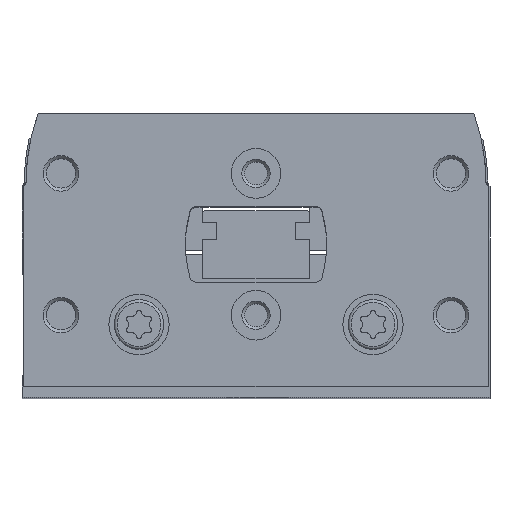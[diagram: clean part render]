
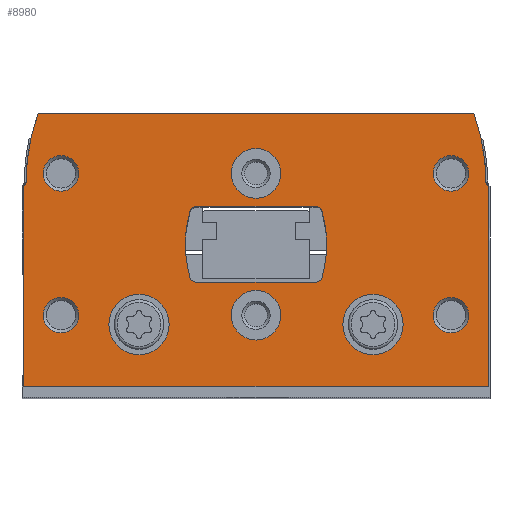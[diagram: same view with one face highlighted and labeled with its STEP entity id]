
A CAD part, top view. The second image highlights one B-rep face of the part: STEP entity #8980.
In plain terms, the highlighted planar face has unit normal (0, 0, 1).
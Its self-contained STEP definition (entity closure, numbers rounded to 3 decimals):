
#425=LINE('',#13904,#931);
#430=LINE('',#13914,#936);
#448=LINE('',#13960,#954);
#454=LINE('',#13972,#960);
#468=LINE('',#14045,#974);
#470=LINE('',#14048,#976);
#471=LINE('',#14080,#977);
#472=LINE('',#14100,#978);
#931=VECTOR('',#11422,1000.);
#936=VECTOR('',#11429,1000.);
#954=VECTOR('',#11465,1000.);
#960=VECTOR('',#11475,1000.);
#974=VECTOR('',#11531,1000.);
#976=VECTOR('',#11535,1000.);
#977=VECTOR('',#11568,1000.);
#978=VECTOR('',#11589,1000.);
#1238=PLANE('',#9743);
#2424=ORIENTED_EDGE('',*,*,#4003,.F.);
#2425=ORIENTED_EDGE('',*,*,#4004,.F.);
#2426=ORIENTED_EDGE('',*,*,#4005,.T.);
#2427=ORIENTED_EDGE('',*,*,#4006,.T.);
#2428=ORIENTED_EDGE('',*,*,#4007,.T.);
#2429=ORIENTED_EDGE('',*,*,#4008,.T.);
#2430=ORIENTED_EDGE('',*,*,#4009,.T.);
#2431=ORIENTED_EDGE('',*,*,#4010,.T.);
#2432=ORIENTED_EDGE('',*,*,#3965,.F.);
#2433=ORIENTED_EDGE('',*,*,#3984,.F.);
#2434=ORIENTED_EDGE('',*,*,#3977,.F.);
#2435=ORIENTED_EDGE('',*,*,#3974,.F.);
#2436=ORIENTED_EDGE('',*,*,#4011,.F.);
#2437=ORIENTED_EDGE('',*,*,#4012,.F.);
#2438=ORIENTED_EDGE('',*,*,#4013,.F.);
#2439=ORIENTED_EDGE('',*,*,#3968,.F.);
#2440=ORIENTED_EDGE('',*,*,#3952,.T.);
#2441=ORIENTED_EDGE('',*,*,#3946,.T.);
#2442=ORIENTED_EDGE('',*,*,#3986,.T.);
#2443=ORIENTED_EDGE('',*,*,#3917,.T.);
#2444=ORIENTED_EDGE('',*,*,#3922,.T.);
#2445=ORIENTED_EDGE('',*,*,#3926,.T.);
#2446=ORIENTED_EDGE('',*,*,#4002,.T.);
#2447=ORIENTED_EDGE('',*,*,#3958,.T.);
#3917=EDGE_CURVE('',#4809,#4808,#425,.T.);
#3922=EDGE_CURVE('',#4808,#4812,#430,.T.);
#3926=EDGE_CURVE('',#4812,#4814,#5364,.T.);
#3946=EDGE_CURVE('',#4829,#4831,#448,.T.);
#3952=EDGE_CURVE('',#4835,#4829,#454,.T.);
#3958=EDGE_CURVE('',#4840,#4835,#5370,.T.);
#3965=EDGE_CURVE('',#4844,#4845,#5373,.T.);
#3968=EDGE_CURVE('',#4845,#4846,#5374,.T.);
#3974=EDGE_CURVE('',#4850,#4851,#5377,.T.);
#3977=EDGE_CURVE('',#4851,#4853,#5378,.T.);
#3984=EDGE_CURVE('',#4853,#4844,#468,.T.);
#3986=EDGE_CURVE('',#4831,#4809,#470,.T.);
#4002=EDGE_CURVE('',#4814,#4840,#471,.T.);
#4003=EDGE_CURVE('',#4873,#4873,#5398,.T.);
#4004=EDGE_CURVE('',#4874,#4874,#5399,.T.);
#4005=EDGE_CURVE('',#4875,#4875,#5400,.T.);
#4006=EDGE_CURVE('',#4876,#4876,#5401,.T.);
#4007=EDGE_CURVE('',#4877,#4877,#5402,.T.);
#4008=EDGE_CURVE('',#4878,#4878,#5403,.T.);
#4009=EDGE_CURVE('',#4879,#4879,#5404,.T.);
#4010=EDGE_CURVE('',#4880,#4880,#5405,.T.);
#4011=EDGE_CURVE('',#4881,#4850,#5406,.T.);
#4012=EDGE_CURVE('',#4882,#4881,#472,.T.);
#4013=EDGE_CURVE('',#4846,#4882,#5407,.T.);
#4808=VERTEX_POINT('',#13903);
#4809=VERTEX_POINT('',#13905);
#4812=VERTEX_POINT('',#13913);
#4814=VERTEX_POINT('',#13920);
#4829=VERTEX_POINT('',#13954);
#4831=VERTEX_POINT('',#13959);
#4835=VERTEX_POINT('',#13970);
#4840=VERTEX_POINT('',#13985);
#4844=VERTEX_POINT('',#13999);
#4845=VERTEX_POINT('',#14001);
#4846=VERTEX_POINT('',#14009);
#4850=VERTEX_POINT('',#14022);
#4851=VERTEX_POINT('',#14024);
#4853=VERTEX_POINT('',#14033);
#4873=VERTEX_POINT('',#14083);
#4874=VERTEX_POINT('',#14085);
#4875=VERTEX_POINT('',#14087);
#4876=VERTEX_POINT('',#14089);
#4877=VERTEX_POINT('',#14091);
#4878=VERTEX_POINT('',#14093);
#4879=VERTEX_POINT('',#14095);
#4880=VERTEX_POINT('',#14097);
#4881=VERTEX_POINT('',#14099);
#4882=VERTEX_POINT('',#14101);
#5364=CIRCLE('',#9696,30.);
#5370=CIRCLE('',#9708,30.);
#5373=CIRCLE('',#9712,1.);
#5374=CIRCLE('',#9714,16.);
#5377=CIRCLE('',#9718,16.);
#5378=CIRCLE('',#9720,1.);
#5398=CIRCLE('',#9744,4.25);
#5399=CIRCLE('',#9745,4.25);
#5400=CIRCLE('',#9746,3.5);
#5401=CIRCLE('',#9747,3.5);
#5402=CIRCLE('',#9748,2.5);
#5403=CIRCLE('',#9749,2.5);
#5404=CIRCLE('',#9750,2.5);
#5405=CIRCLE('',#9751,2.5);
#5406=CIRCLE('',#9752,1.);
#5407=CIRCLE('',#9753,1.);
#5959=EDGE_LOOP('',(#2424));
#5960=EDGE_LOOP('',(#2425));
#5961=EDGE_LOOP('',(#2426));
#5962=EDGE_LOOP('',(#2427));
#5963=EDGE_LOOP('',(#2428));
#5964=EDGE_LOOP('',(#2429));
#5965=EDGE_LOOP('',(#2430));
#5966=EDGE_LOOP('',(#2431));
#5967=EDGE_LOOP('',(#2432,#2433,#2434,#2435,#2436,#2437,#2438,#2439));
#5968=EDGE_LOOP('',(#2440,#2441,#2442,#2443,#2444,#2445,#2446,#2447));
#6653=FACE_BOUND('',#5959,.T.);
#6654=FACE_BOUND('',#5960,.T.);
#6655=FACE_BOUND('',#5961,.T.);
#6656=FACE_BOUND('',#5962,.T.);
#6657=FACE_BOUND('',#5963,.T.);
#6658=FACE_BOUND('',#5964,.T.);
#6659=FACE_BOUND('',#5965,.T.);
#6660=FACE_BOUND('',#5966,.T.);
#6661=FACE_BOUND('',#5967,.T.);
#6662=FACE_BOUND('',#5968,.T.);
#8980=ADVANCED_FACE('',(#6653,#6654,#6655,#6656,#6657,#6658,#6659,#6660,
#6661,#6662),#1238,.T.);
#9696=AXIS2_PLACEMENT_3D('',#13921,#11436,#11437);
#9708=AXIS2_PLACEMENT_3D('',#13984,#11486,#11487);
#9712=AXIS2_PLACEMENT_3D('',#14000,#11497,#11498);
#9714=AXIS2_PLACEMENT_3D('',#14008,#11502,#11503);
#9718=AXIS2_PLACEMENT_3D('',#14023,#11512,#11513);
#9720=AXIS2_PLACEMENT_3D('',#14032,#11517,#11518);
#9743=AXIS2_PLACEMENT_3D('',#14081,#11569,#11570);
#9744=AXIS2_PLACEMENT_3D('',#14082,#11571,#11572);
#9745=AXIS2_PLACEMENT_3D('',#14084,#11573,#11574);
#9746=AXIS2_PLACEMENT_3D('',#14086,#11575,#11576);
#9747=AXIS2_PLACEMENT_3D('',#14088,#11577,#11578);
#9748=AXIS2_PLACEMENT_3D('',#14090,#11579,#11580);
#9749=AXIS2_PLACEMENT_3D('',#14092,#11581,#11582);
#9750=AXIS2_PLACEMENT_3D('',#14094,#11583,#11584);
#9751=AXIS2_PLACEMENT_3D('',#14096,#11585,#11586);
#9752=AXIS2_PLACEMENT_3D('',#14098,#11587,#11588);
#9753=AXIS2_PLACEMENT_3D('',#14102,#11590,#11591);
#11422=DIRECTION('',(0.,1.,0.));
#11429=DIRECTION('',(-0.866,0.5,0.));
#11436=DIRECTION('',(0.,0.,1.));
#11437=DIRECTION('',(1.,0.,0.));
#11465=DIRECTION('',(0.,-1.,0.));
#11475=DIRECTION('',(-0.866,-0.5,0.));
#11486=DIRECTION('',(0.,0.,1.));
#11487=DIRECTION('',(1.,0.,0.));
#11497=DIRECTION('',(0.,0.,1.));
#11498=DIRECTION('',(1.,0.,0.));
#11502=DIRECTION('',(0.,0.,1.));
#11503=DIRECTION('',(1.,0.,0.));
#11512=DIRECTION('',(0.,0.,1.));
#11513=DIRECTION('',(1.,0.,0.));
#11517=DIRECTION('',(0.,0.,1.));
#11518=DIRECTION('',(1.,0.,0.));
#11531=DIRECTION('',(-1.,0.,0.));
#11535=DIRECTION('',(1.,0.,0.));
#11568=DIRECTION('',(-1.,0.,0.));
#11569=DIRECTION('',(0.,0.,1.));
#11570=DIRECTION('',(1.,0.,0.));
#11571=DIRECTION('',(0.,0.,1.));
#11572=DIRECTION('',(1.,0.,0.));
#11573=DIRECTION('',(0.,0.,1.));
#11574=DIRECTION('',(1.,0.,0.));
#11575=DIRECTION('',(0.,0.,-1.));
#11576=DIRECTION('',(-1.,0.,0.));
#11577=DIRECTION('',(0.,0.,-1.));
#11578=DIRECTION('',(-1.,0.,0.));
#11579=DIRECTION('',(0.,0.,-1.));
#11580=DIRECTION('',(-1.,0.,0.));
#11581=DIRECTION('',(0.,0.,-1.));
#11582=DIRECTION('',(-1.,0.,0.));
#11583=DIRECTION('',(0.,0.,-1.));
#11584=DIRECTION('',(-1.,0.,0.));
#11585=DIRECTION('',(0.,0.,-1.));
#11586=DIRECTION('',(-1.,0.,0.));
#11587=DIRECTION('',(0.,0.,1.));
#11588=DIRECTION('',(1.,0.,0.));
#11589=DIRECTION('',(1.,0.,0.));
#11590=DIRECTION('',(0.,0.,1.));
#11591=DIRECTION('',(1.,0.,0.));
#13903=CARTESIAN_POINT('',(32.75,28.327,0.));
#13904=CARTESIAN_POINT('',(32.75,0.,0.));
#13905=CARTESIAN_POINT('',(32.75,0.,0.));
#13913=CARTESIAN_POINT('',(32.45,28.5,0.));
#13914=CARTESIAN_POINT('',(32.75,28.327,0.));
#13920=CARTESIAN_POINT('',(30.734,38.5,0.));
#13921=CARTESIAN_POINT('',(2.45,28.5,0.));
#13954=CARTESIAN_POINT('',(-32.75,28.327,0.));
#13959=CARTESIAN_POINT('',(-32.75,0.,0.));
#13960=CARTESIAN_POINT('',(-32.75,28.327,0.));
#13970=CARTESIAN_POINT('',(-32.45,28.5,0.));
#13972=CARTESIAN_POINT('',(-32.45,28.5,0.));
#13984=CARTESIAN_POINT('',(-2.45,28.5,0.));
#13985=CARTESIAN_POINT('',(-30.734,38.5,0.));
#13999=CARTESIAN_POINT('',(-8.355,25.4,0.));
#14000=CARTESIAN_POINT('',(-8.355,24.4,0.));
#14001=CARTESIAN_POINT('',(-9.312,24.69,0.));
#14008=CARTESIAN_POINT('',(6.,20.05,0.));
#14009=CARTESIAN_POINT('',(-9.312,15.41,0.));
#14022=CARTESIAN_POINT('',(9.312,15.41,0.));
#14023=CARTESIAN_POINT('',(-6.,20.05,0.));
#14024=CARTESIAN_POINT('',(9.312,24.69,0.));
#14032=CARTESIAN_POINT('',(8.355,24.4,0.));
#14033=CARTESIAN_POINT('',(8.355,25.4,0.));
#14045=CARTESIAN_POINT('',(8.355,25.4,0.));
#14048=CARTESIAN_POINT('',(-32.75,0.,0.));
#14080=CARTESIAN_POINT('',(30.734,38.5,0.));
#14081=CARTESIAN_POINT('',(2.45,28.5,0.));
#14082=CARTESIAN_POINT('',(-16.5,8.75,0.));
#14083=CARTESIAN_POINT('',(-12.25,8.75,0.));
#14084=CARTESIAN_POINT('',(16.5,8.75,0.));
#14085=CARTESIAN_POINT('',(20.75,8.75,0.));
#14086=CARTESIAN_POINT('',(0.,10.05,0.));
#14087=CARTESIAN_POINT('',(-3.5,10.05,0.));
#14088=CARTESIAN_POINT('',(0.,30.05,0.));
#14089=CARTESIAN_POINT('',(-3.5,30.05,0.));
#14090=CARTESIAN_POINT('',(27.5,10.05,0.));
#14091=CARTESIAN_POINT('',(25.,10.05,0.));
#14092=CARTESIAN_POINT('',(-27.5,10.05,0.));
#14093=CARTESIAN_POINT('',(-30.,10.05,0.));
#14094=CARTESIAN_POINT('',(-27.5,30.05,0.));
#14095=CARTESIAN_POINT('',(-30.,30.05,0.));
#14096=CARTESIAN_POINT('',(27.5,30.05,0.));
#14097=CARTESIAN_POINT('',(25.,30.05,0.));
#14098=CARTESIAN_POINT('',(8.355,15.7,0.));
#14099=CARTESIAN_POINT('',(8.355,14.7,0.));
#14100=CARTESIAN_POINT('',(-8.355,14.7,0.));
#14101=CARTESIAN_POINT('',(-8.355,14.7,0.));
#14102=CARTESIAN_POINT('',(-8.355,15.7,0.));
